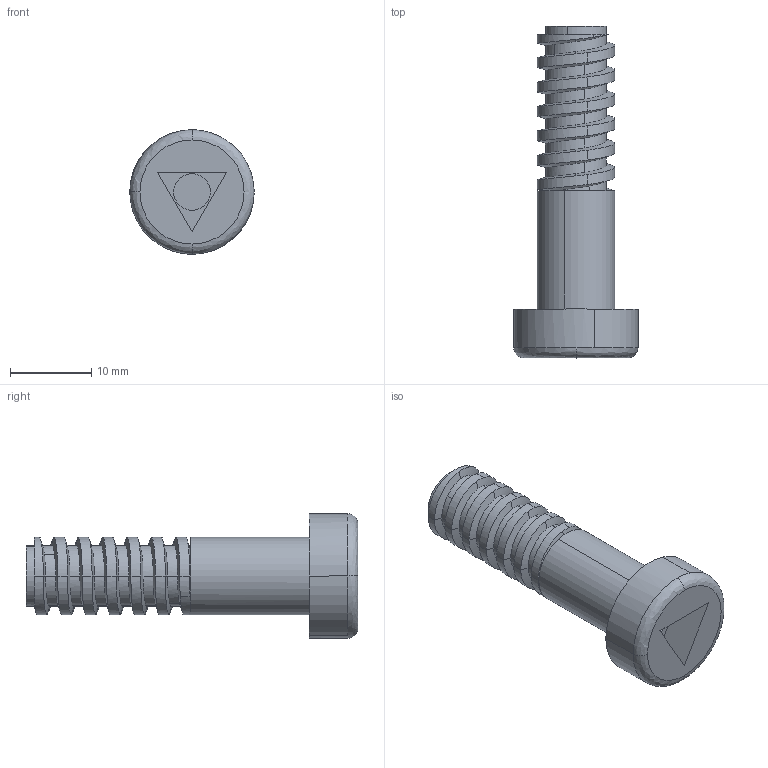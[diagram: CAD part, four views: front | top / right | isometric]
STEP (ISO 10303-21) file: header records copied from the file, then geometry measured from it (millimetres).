
FILE_DESCRIPTION((''),'2;1');
FILE_NAME('PHB.stp','2020-06-20T20:27:11',(''),(''),'AutoCAD STEP 2000i','AutoCAD 2000i',', , ');
FILE_SCHEMA(('CONFIG_CONTROL_DESIGN'));
Length unit declared in the file: millimetre
Products named in the file (2): PHB; PART1
Assembly tree (1 placements, depth 2):
  PHB
    PART1
Bounding box: 15.3 x 40.8 x 15.3 mm (x, y, z)
Volume: 2572.6 mm3; surface area: 2478.9 mm2
Topology: 1 solids, 1 shells, 109 faces, 292 edges, 188 vertices
Faces by surface type: cylinder 55, bspline 44, plane 10
Entity records: 3988 total; most frequent: CARTESIAN_POINT 1704, ORIENTED_EDGE 584, DIRECTION 333, EDGE_CURVE 292, VERTEX_POINT 188, AXIS2_PLACEMENT_3D 116, EDGE_LOOP 112, FACE_OUTER_BOUND 109
